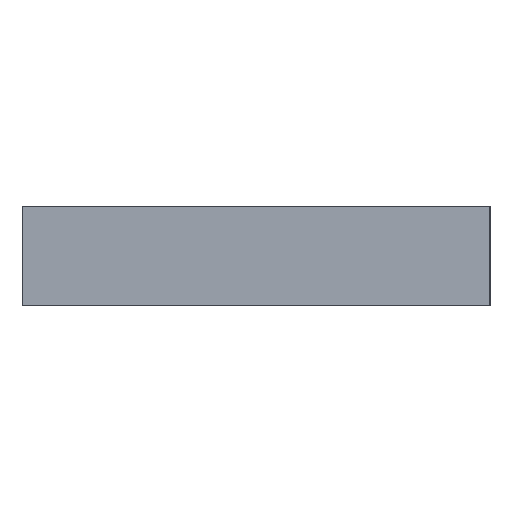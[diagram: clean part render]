
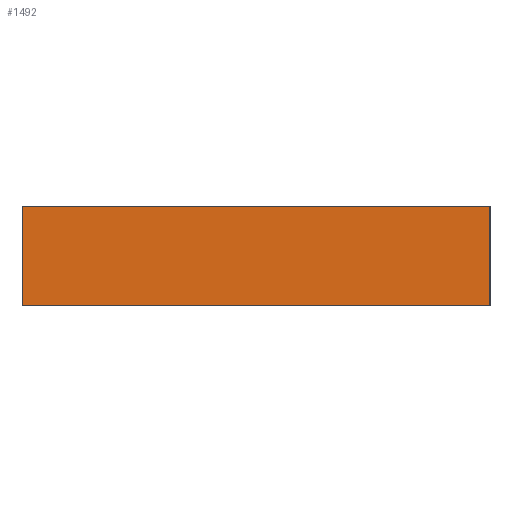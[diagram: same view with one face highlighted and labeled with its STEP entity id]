
A CAD part, left-side view. The second image highlights one B-rep face of the part: STEP entity #1492.
In plain terms, the highlighted planar face has unit normal (-1, 0, 0).
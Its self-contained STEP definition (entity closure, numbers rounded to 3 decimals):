
#85=PLANE('',#1637);
#154=FACE_OUTER_BOUND('',#243,.T.);
#243=EDGE_LOOP('',(#1295,#1296,#1297,#1298));
#339=LINE('',#2246,#487);
#407=LINE('',#2465,#555);
#408=LINE('',#2468,#556);
#409=LINE('',#2469,#557);
#487=VECTOR('',#1804,10.);
#555=VECTOR('',#2034,10.);
#556=VECTOR('',#2037,10.);
#557=VECTOR('',#2038,10.);
#689=VERTEX_POINT('',#2243);
#690=VERTEX_POINT('',#2245);
#760=VERTEX_POINT('',#2463);
#761=VERTEX_POINT('',#2467);
#851=EDGE_CURVE('',#689,#690,#339,.T.);
#963=EDGE_CURVE('',#689,#760,#407,.T.);
#964=EDGE_CURVE('',#761,#760,#408,.T.);
#965=EDGE_CURVE('',#690,#761,#409,.T.);
#1295=ORIENTED_EDGE('',*,*,#851,.F.);
#1296=ORIENTED_EDGE('',*,*,#963,.T.);
#1297=ORIENTED_EDGE('',*,*,#964,.F.);
#1298=ORIENTED_EDGE('',*,*,#965,.F.);
#1492=ADVANCED_FACE('',(#154),#85,.T.);
#1637=AXIS2_PLACEMENT_3D('',#2466,#2035,#2036);
#1804=DIRECTION('',(0.,1.,0.));
#2034=DIRECTION('',(0.,0.,1.));
#2035=DIRECTION('center_axis',(-1.,0.,0.));
#2036=DIRECTION('ref_axis',(0.,-1.,0.));
#2037=DIRECTION('',(0.,-1.,0.));
#2038=DIRECTION('',(0.,0.,1.));
#2243=CARTESIAN_POINT('',(-72.5,-46.25,0.));
#2245=CARTESIAN_POINT('',(-72.5,46.25,0.));
#2246=CARTESIAN_POINT('',(-72.5,-46.25,0.));
#2463=CARTESIAN_POINT('',(-72.5,-46.25,19.6));
#2465=CARTESIAN_POINT('',(-72.5,-46.25,0.));
#2466=CARTESIAN_POINT('Origin',(-72.5,46.25,0.));
#2467=CARTESIAN_POINT('',(-72.5,46.25,19.6));
#2468=CARTESIAN_POINT('',(-72.5,-46.25,19.6));
#2469=CARTESIAN_POINT('',(-72.5,46.25,0.));
